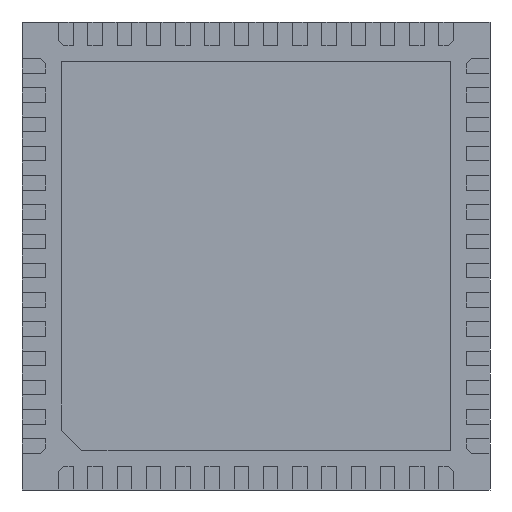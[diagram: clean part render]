
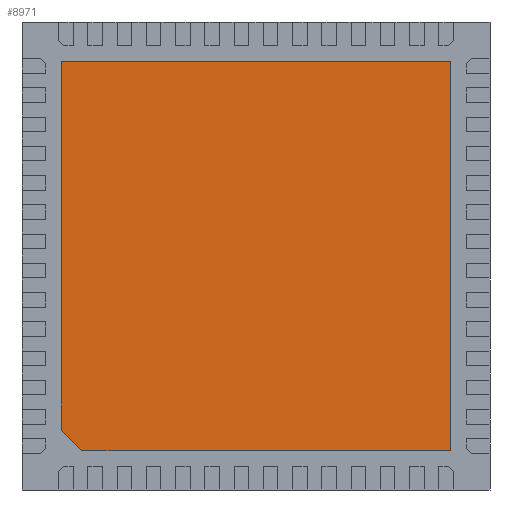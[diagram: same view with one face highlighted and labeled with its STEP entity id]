
A CAD part, front view. The second image highlights one B-rep face of the part: STEP entity #8971.
In plain terms, the highlighted planar face has unit normal (0, -1, 0).
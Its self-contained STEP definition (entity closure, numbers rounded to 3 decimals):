
#137 = CARTESIAN_POINT ( 'NONE',  ( -3.325, 0., -2.975 ) ) ;
#368 = DIRECTION ( 'NONE',  ( 0.707, 0., -0.707 ) ) ;
#1203 = CARTESIAN_POINT ( 'NONE',  ( -3.325, 0., -2.975 ) ) ;
#1261 = VERTEX_POINT ( 'NONE', #1203 ) ;
#1299 = CARTESIAN_POINT ( 'NONE',  ( 3.325, 0., 3.325 ) ) ;
#1697 = CARTESIAN_POINT ( 'NONE',  ( -2.975, 0., -3.325 ) ) ;
#1768 = LINE ( 'NONE', #10694, #10017 ) ;
#1846 = VERTEX_POINT ( 'NONE', #5278 ) ;
#2081 = CARTESIAN_POINT ( 'NONE',  ( 3.325, 0., -3.325 ) ) ;
#2273 = DIRECTION ( 'NONE',  ( 0., -1., 0. ) ) ;
#2320 = ORIENTED_EDGE ( 'NONE', *, *, #7088, .T. ) ;
#2526 = DIRECTION ( 'NONE',  ( -1., 0., 0. ) ) ;
#2647 = FACE_OUTER_BOUND ( 'NONE', #10344, .T. ) ;
#2859 = LINE ( 'NONE', #1299, #7431 ) ;
#3477 = VERTEX_POINT ( 'NONE', #7327 ) ;
#3758 = DIRECTION ( 'NONE',  ( 0., 0., -1. ) ) ;
#4804 = AXIS2_PLACEMENT_3D ( 'NONE', #7879, #2273, #3758 ) ;
#5278 = CARTESIAN_POINT ( 'NONE',  ( -3.325, 0., 3.325 ) ) ;
#5449 = VECTOR ( 'NONE', #12762, 1000. ) ;
#7088 = EDGE_CURVE ( 'NONE', #1261, #12972, #7294, .T. ) ;
#7294 = LINE ( 'NONE', #137, #12678 ) ;
#7327 = CARTESIAN_POINT ( 'NONE',  ( 3.325, 0., 3.325 ) ) ;
#7431 = VECTOR ( 'NONE', #2526, 1000. ) ;
#7879 = CARTESIAN_POINT ( 'NONE',  ( 0., 0., 0. ) ) ;
#8207 = CARTESIAN_POINT ( 'NONE',  ( 3.325, 0., -3.325 ) ) ;
#8971 = ADVANCED_FACE ( 'NONE', ( #2647 ), #11846, .T. ) ;
#9039 = EDGE_CURVE ( 'NONE', #3477, #1846, #2859, .T. ) ;
#9118 = LINE ( 'NONE', #15463, #5449 ) ;
#9562 = EDGE_CURVE ( 'NONE', #1846, #1261, #1768, .T. ) ;
#10017 = VECTOR ( 'NONE', #16229, 1000. ) ;
#10078 = DIRECTION ( 'NONE',  ( 0., 0., 1. ) ) ;
#10344 = EDGE_LOOP ( 'NONE', ( #11598, #10842, #2320, #13074, #11878 ) ) ;
#10694 = CARTESIAN_POINT ( 'NONE',  ( -3.325, 0., 3.325 ) ) ;
#10842 = ORIENTED_EDGE ( 'NONE', *, *, #9562, .T. ) ;
#11368 = VERTEX_POINT ( 'NONE', #2081 ) ;
#11493 = VECTOR ( 'NONE', #10078, 1000. ) ;
#11598 = ORIENTED_EDGE ( 'NONE', *, *, #9039, .T. ) ;
#11846 = PLANE ( 'NONE',  #4804 ) ;
#11878 = ORIENTED_EDGE ( 'NONE', *, *, #16444, .T. ) ;
#12678 = VECTOR ( 'NONE', #368, 1000. ) ;
#12762 = DIRECTION ( 'NONE',  ( 1., 0., 0. ) ) ;
#12972 = VERTEX_POINT ( 'NONE', #1697 ) ;
#13074 = ORIENTED_EDGE ( 'NONE', *, *, #17084, .T. ) ;
#15463 = CARTESIAN_POINT ( 'NONE',  ( -2.975, 0., -3.325 ) ) ;
#15586 = LINE ( 'NONE', #8207, #11493 ) ;
#16229 = DIRECTION ( 'NONE',  ( 0., 0., -1. ) ) ;
#16444 = EDGE_CURVE ( 'NONE', #11368, #3477, #15586, .T. ) ;
#17084 = EDGE_CURVE ( 'NONE', #12972, #11368, #9118, .T. ) ;
